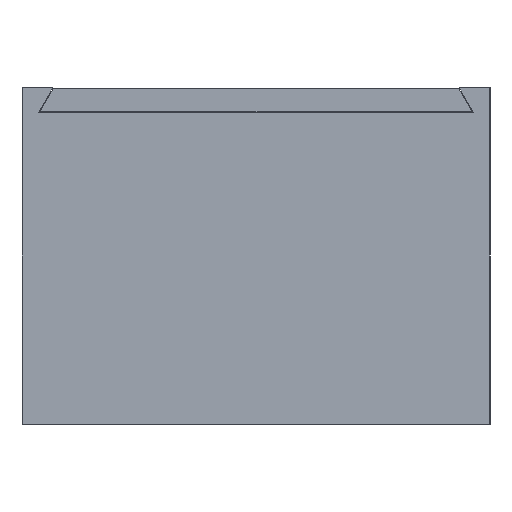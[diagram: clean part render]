
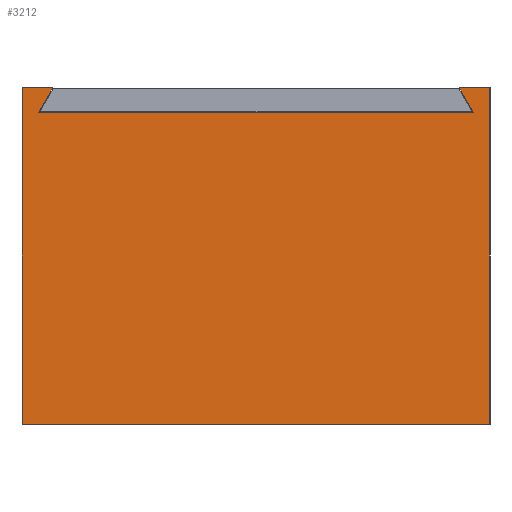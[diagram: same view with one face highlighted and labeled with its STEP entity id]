
A CAD part, left-side view. The second image highlights one B-rep face of the part: STEP entity #3212.
In plain terms, the highlighted planar face has unit normal (-1, 0, 0).
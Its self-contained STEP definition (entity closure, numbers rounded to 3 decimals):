
#200=FACE_OUTER_BOUND('',#387,.T.);
#387=EDGE_LOOP('',(#2751,#2752,#2753,#2754,#2755,#2756,#2757,#2758));
#581=LINE('',#4547,#1013);
#584=LINE('',#4553,#1016);
#589=LINE('',#4562,#1021);
#592=LINE('',#4568,#1024);
#595=LINE('',#4574,#1027);
#797=LINE('',#5009,#1229);
#798=LINE('',#5010,#1230);
#799=LINE('',#5011,#1231);
#1013=VECTOR('',#3699,10.);
#1016=VECTOR('',#3704,10.);
#1021=VECTOR('',#3711,10.);
#1024=VECTOR('',#3716,10.);
#1027=VECTOR('',#3721,10.);
#1229=VECTOR('',#4111,10.);
#1230=VECTOR('',#4112,10.);
#1231=VECTOR('',#4113,10.);
#1395=VERTEX_POINT('',#4541);
#1397=VERTEX_POINT('',#4545);
#1399=VERTEX_POINT('',#4551);
#1402=VERTEX_POINT('',#4561);
#1404=VERTEX_POINT('',#4567);
#1406=VERTEX_POINT('',#4573);
#1544=VERTEX_POINT('',#5007);
#1545=VERTEX_POINT('',#5008);
#1736=EDGE_CURVE('',#1395,#1397,#581,.F.);
#1739=EDGE_CURVE('',#1399,#1397,#584,.T.);
#1744=EDGE_CURVE('',#1395,#1402,#589,.T.);
#1747=EDGE_CURVE('',#1402,#1404,#592,.T.);
#1750=EDGE_CURVE('',#1404,#1406,#595,.T.);
#1964=EDGE_CURVE('',#1544,#1545,#797,.T.);
#1965=EDGE_CURVE('',#1544,#1406,#798,.T.);
#1966=EDGE_CURVE('',#1545,#1399,#799,.T.);
#2751=ORIENTED_EDGE('',*,*,#1964,.F.);
#2752=ORIENTED_EDGE('',*,*,#1965,.T.);
#2753=ORIENTED_EDGE('',*,*,#1750,.F.);
#2754=ORIENTED_EDGE('',*,*,#1747,.F.);
#2755=ORIENTED_EDGE('',*,*,#1744,.F.);
#2756=ORIENTED_EDGE('',*,*,#1736,.T.);
#2757=ORIENTED_EDGE('',*,*,#1739,.F.);
#2758=ORIENTED_EDGE('',*,*,#1966,.F.);
#3045=PLANE('',#3407);
#3212=ADVANCED_FACE('',(#200),#3045,.T.);
#3407=AXIS2_PLACEMENT_3D('',#5006,#4109,#4110);
#3699=DIRECTION('',(0.,0.5,-0.866));
#3704=DIRECTION('',(0.,-1.,0.));
#3711=DIRECTION('',(0.,-1.,0.));
#3716=DIRECTION('',(0.,0.5,0.866));
#3721=DIRECTION('',(0.,-1.,0.));
#4109=DIRECTION('center_axis',(-1.,0.,0.));
#4110=DIRECTION('ref_axis',(0.,-1.,0.));
#4111=DIRECTION('',(0.,1.,0.));
#4112=DIRECTION('',(0.,0.,1.));
#4113=DIRECTION('',(0.,0.,1.));
#4541=CARTESIAN_POINT('',(-25.2,13.2,18.9));
#4545=CARTESIAN_POINT('',(-25.2,12.334,20.4));
#4547=CARTESIAN_POINT('',(-25.2,17.417,11.596));
#4551=CARTESIAN_POINT('',(-25.2,14.2,20.4));
#4553=CARTESIAN_POINT('',(-25.2,14.2,20.4));
#4561=CARTESIAN_POINT('',(-25.2,-13.2,18.9));
#4562=CARTESIAN_POINT('',(-25.2,14.2,18.9));
#4567=CARTESIAN_POINT('',(-25.2,-12.334,20.4));
#4568=CARTESIAN_POINT('',(-25.2,-13.867,17.745));
#4573=CARTESIAN_POINT('',(-25.2,-14.2,20.4));
#4574=CARTESIAN_POINT('',(-25.2,14.2,20.4));
#5006=CARTESIAN_POINT('Origin',(-25.2,14.2,0.));
#5007=CARTESIAN_POINT('',(-25.2,-14.2,0.));
#5008=CARTESIAN_POINT('',(-25.2,14.2,0.));
#5009=CARTESIAN_POINT('',(-25.2,-14.2,0.));
#5010=CARTESIAN_POINT('',(-25.2,-14.2,0.));
#5011=CARTESIAN_POINT('',(-25.2,14.2,0.));
